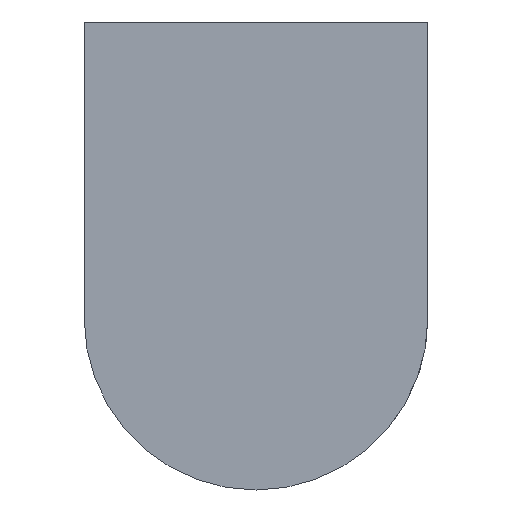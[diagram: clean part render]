
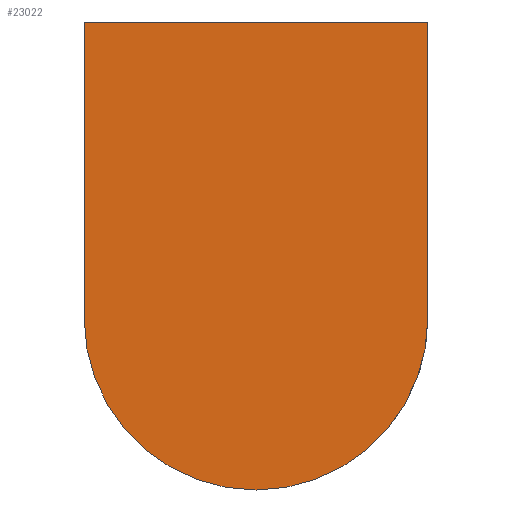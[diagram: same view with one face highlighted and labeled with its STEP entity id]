
A CAD part, front view. The second image highlights one B-rep face of the part: STEP entity #23022.
In plain terms, the highlighted planar face has unit normal (0, -1, 0).
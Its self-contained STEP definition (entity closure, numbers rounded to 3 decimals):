
#1181 = LINE ( 'NONE', #5629, #4906 ) ;
#1256 = VECTOR ( 'NONE', #26883, 1000. ) ;
#2719 = ORIENTED_EDGE ( 'NONE', *, *, #11363, .F. ) ;
#3307 = CARTESIAN_POINT ( 'NONE',  ( -20., 0., -30. ) ) ;
#4431 = VERTEX_POINT ( 'NONE', #20184 ) ;
#4906 = VECTOR ( 'NONE', #19996, 1000. ) ;
#5629 = CARTESIAN_POINT ( 'NONE',  ( 0., 0., 4.454 ) ) ;
#8048 = DIRECTION ( 'NONE',  ( 0., 1., 0. ) ) ;
#8377 = CARTESIAN_POINT ( 'NONE',  ( -20., 0., -30. ) ) ;
#8829 = AXIS2_PLACEMENT_3D ( 'NONE', #18939, #25952, #19087 ) ;
#9515 = DIRECTION ( 'NONE',  ( 0., 1., 0. ) ) ;
#10696 = VERTEX_POINT ( 'NONE', #16634 ) ;
#11363 = EDGE_CURVE ( 'NONE', #18899, #4431, #17573, .T. ) ;
#12609 = FACE_OUTER_BOUND ( 'NONE', #25793, .T. ) ;
#13274 = ORIENTED_EDGE ( 'NONE', *, *, #15937, .F. ) ;
#13712 = EDGE_CURVE ( 'NONE', #10696, #18899, #1181, .T. ) ;
#14646 = ORIENTED_EDGE ( 'NONE', *, *, #13712, .F. ) ;
#15878 = EDGE_CURVE ( 'NONE', #21814, #21743, #18591, .T. ) ;
#15937 = EDGE_CURVE ( 'NONE', #21743, #10696, #24560, .T. ) ;
#16139 = VECTOR ( 'NONE', #17086, 1000. ) ;
#16302 = EDGE_CURVE ( 'NONE', #4431, #21814, #27872, .T. ) ;
#16634 = CARTESIAN_POINT ( 'NONE',  ( -20., 0., 4.454 ) ) ;
#16914 = DIRECTION ( 'NONE',  ( 0., 0., 1. ) ) ;
#17086 = DIRECTION ( 'NONE',  ( 0., 0., 1. ) ) ;
#17573 = LINE ( 'NONE', #24594, #1256 ) ;
#17584 = AXIS2_PLACEMENT_3D ( 'NONE', #28985, #8048, #16914 ) ;
#17617 = AXIS2_PLACEMENT_3D ( 'NONE', #28005, #9515, #27393 ) ;
#18591 = CIRCLE ( 'NONE', #8829, 20. ) ;
#18899 = VERTEX_POINT ( 'NONE', #26004 ) ;
#18939 = CARTESIAN_POINT ( 'NONE',  ( 0., 0., -30. ) ) ;
#19087 = DIRECTION ( 'NONE',  ( 0., 0., 1. ) ) ;
#19996 = DIRECTION ( 'NONE',  ( 1., 0., 0. ) ) ;
#20174 = ORIENTED_EDGE ( 'NONE', *, *, #16302, .F. ) ;
#20184 = CARTESIAN_POINT ( 'NONE',  ( 20., 0., -30. ) ) ;
#21254 = ORIENTED_EDGE ( 'NONE', *, *, #15878, .F. ) ;
#21743 = VERTEX_POINT ( 'NONE', #3307 ) ;
#21814 = VERTEX_POINT ( 'NONE', #24557 ) ;
#23022 = ADVANCED_FACE ( 'NONE', ( #12609 ), #24220, .F. ) ;
#24220 = PLANE ( 'NONE',  #17584 ) ;
#24557 = CARTESIAN_POINT ( 'NONE',  ( 0., 0., -50. ) ) ;
#24560 = LINE ( 'NONE', #8377, #16139 ) ;
#24594 = CARTESIAN_POINT ( 'NONE',  ( 20., 0., 0. ) ) ;
#25793 = EDGE_LOOP ( 'NONE', ( #13274, #21254, #20174, #2719, #14646 ) ) ;
#25952 = DIRECTION ( 'NONE',  ( 0., 1., 0. ) ) ;
#26004 = CARTESIAN_POINT ( 'NONE',  ( 20., 0., 4.454 ) ) ;
#26883 = DIRECTION ( 'NONE',  ( 0., 0., -1. ) ) ;
#27393 = DIRECTION ( 'NONE',  ( 0., 0., 1. ) ) ;
#27872 = CIRCLE ( 'NONE', #17617, 20. ) ;
#28005 = CARTESIAN_POINT ( 'NONE',  ( 0., 0., -30. ) ) ;
#28985 = CARTESIAN_POINT ( 'NONE',  ( 0., 0., -30. ) ) ;
